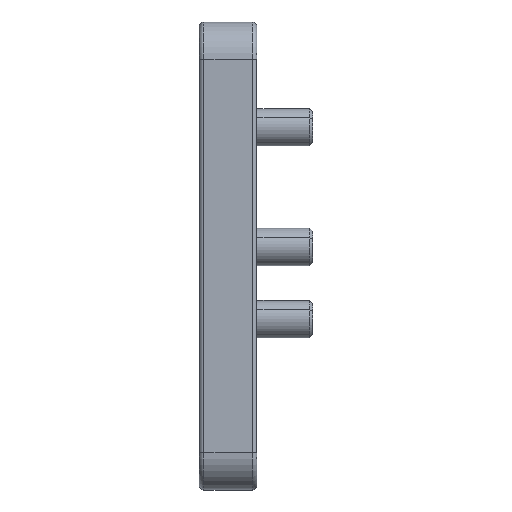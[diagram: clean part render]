
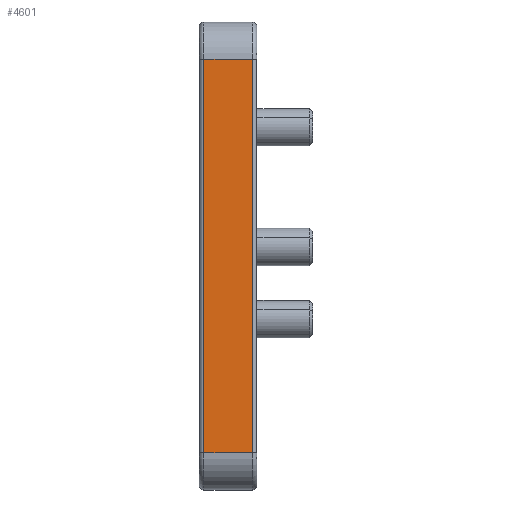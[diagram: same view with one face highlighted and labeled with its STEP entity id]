
A CAD part, left-side view. The second image highlights one B-rep face of the part: STEP entity #4601.
In plain terms, the highlighted planar face has unit normal (-1, 0, 0).
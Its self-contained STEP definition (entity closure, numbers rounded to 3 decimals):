
#17 = VECTOR ( 'NONE', #2043, 1000. ) ;
#633 = EDGE_CURVE ( 'NONE', #2712, #5566, #2334, .T. ) ;
#742 = DIRECTION ( 'NONE',  ( 0., -1., 0. ) ) ;
#916 = ORIENTED_EDGE ( 'NONE', *, *, #6187, .T. ) ;
#1108 = VERTEX_POINT ( 'NONE', #3512 ) ;
#1611 = DIRECTION ( 'NONE',  ( 0., -1., 0. ) ) ;
#1657 = VECTOR ( 'NONE', #742, 1000. ) ;
#1791 = ORIENTED_EDGE ( 'NONE', *, *, #3152, .T. ) ;
#1825 = VECTOR ( 'NONE', #5392, 1000. ) ;
#1847 = CARTESIAN_POINT ( 'NONE',  ( -50., 0., -42. ) ) ;
#2044 = CARTESIAN_POINT ( 'NONE',  ( -50., -1., -42. ) ) ;
#2043 = DIRECTION ( 'NONE',  ( 0., 0., -1. ) ) ;
#2154 = CARTESIAN_POINT ( 'NONE',  ( -50., -11.319, 42. ) ) ;
#2334 = LINE ( 'NONE', #1847, #1657 ) ;
#2498 = LINE ( 'NONE', #4623, #5289 ) ;
#2548 = LINE ( 'NONE', #6780, #17 ) ;
#2662 = CARTESIAN_POINT ( 'NONE',  ( -50., -1., 42. ) ) ;
#2712 = VERTEX_POINT ( 'NONE', #2044 ) ;
#3152 = EDGE_CURVE ( 'NONE', #5792, #2712, #2548, .T. ) ;
#3512 = CARTESIAN_POINT ( 'NONE',  ( -50., -11.319, 42. ) ) ;
#3644 = CARTESIAN_POINT ( 'NONE',  ( -50., -11.319, -42. ) ) ;
#3648 = PLANE ( 'NONE',  #5207 ) ;
#3962 = ORIENTED_EDGE ( 'NONE', *, *, #633, .T. ) ;
#4184 = DIRECTION ( 'NONE',  ( 0., 1., 0. ) ) ;
#4601 = ADVANCED_FACE ( 'NONE', ( #5338 ), #3648, .F. ) ;
#4623 = CARTESIAN_POINT ( 'NONE',  ( -50., 0., 42. ) ) ;
#4759 = LINE ( 'NONE', #2154, #1825 ) ;
#5207 = AXIS2_PLACEMENT_3D ( 'NONE', #6837, #6367, #1611 ) ;
#5289 = VECTOR ( 'NONE', #4184, 1000. ) ;
#5338 = FACE_OUTER_BOUND ( 'NONE', #6199, .T. ) ;
#5392 = DIRECTION ( 'NONE',  ( 0., 0., 1. ) ) ;
#5566 = VERTEX_POINT ( 'NONE', #3644 ) ;
#5573 = ORIENTED_EDGE ( 'NONE', *, *, #6516, .T. ) ;
#5792 = VERTEX_POINT ( 'NONE', #2662 ) ;
#6187 = EDGE_CURVE ( 'NONE', #1108, #5792, #2498, .T. ) ;
#6199 = EDGE_LOOP ( 'NONE', ( #916, #1791, #3962, #5573 ) ) ;
#6367 = DIRECTION ( 'NONE',  ( 1., 0., 0. ) ) ;
#6516 = EDGE_CURVE ( 'NONE', #5566, #1108, #4759, .T. ) ;
#6780 = CARTESIAN_POINT ( 'NONE',  ( -50., -1., 50. ) ) ;
#6837 = CARTESIAN_POINT ( 'NONE',  ( -50., 0., 50. ) ) ;
